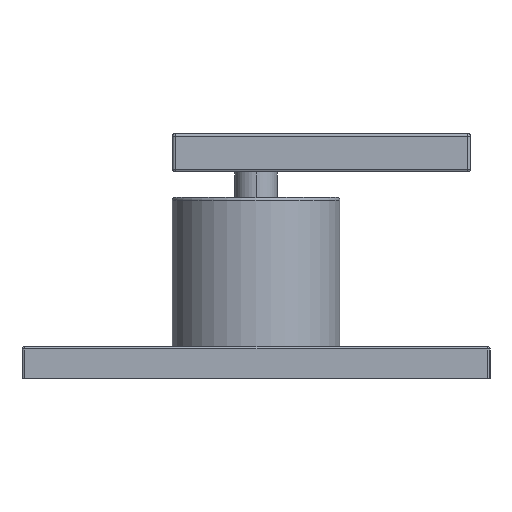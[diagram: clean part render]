
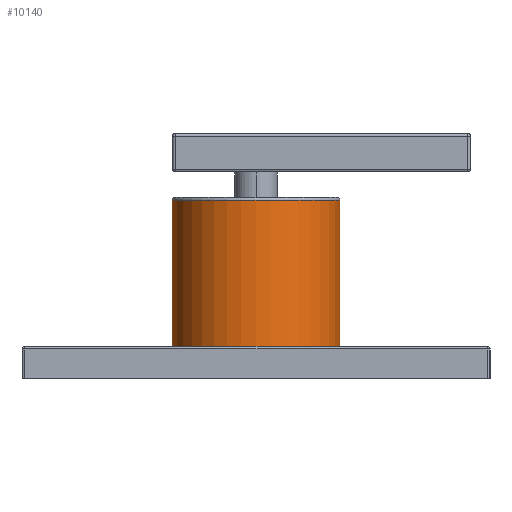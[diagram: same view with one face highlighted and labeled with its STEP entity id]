
A CAD part, left-side view. The second image highlights one B-rep face of the part: STEP entity #10140.
In plain terms, the highlighted cylindrical face has radius 25.019 mm (diameter 50.038 mm), a partial arc.
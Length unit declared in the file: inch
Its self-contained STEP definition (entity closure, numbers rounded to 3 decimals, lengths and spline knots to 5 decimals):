
#1017=CARTESIAN_POINT('',(0.,0.,0.375));
#1018=DIRECTION('',(0.,0.,1.));
#1019=DIRECTION('',(0.,1.,0.));
#1020=AXIS2_PLACEMENT_3D('',#1017,#1018,#1019);
#3632=DIRECTION('',(0.,0.,1.));
#3633=VECTOR('',#3632,1.72067);
#3634=CARTESIAN_POINT('',(0.,0.985,0.375));
#3635=LINE('',#3634,#3633);
#3636=DIRECTION('',(0.,0.,-1.));
#3637=VECTOR('',#3636,1.72067);
#3638=CARTESIAN_POINT('',(0.,-0.985,2.09567));
#3639=LINE('',#3638,#3637);
#3650=CARTESIAN_POINT('',(0.,0.,2.09567));
#3651=DIRECTION('',(0.,0.,1.));
#3652=DIRECTION('',(0.,1.,0.));
#3653=AXIS2_PLACEMENT_3D('',#3650,#3651,#3652);
#4638=CARTESIAN_POINT('',(0.,0.985,2.09567));
#4639=CARTESIAN_POINT('',(0.,-0.985,2.09567));
#4640=VERTEX_POINT('',#4638);
#4641=VERTEX_POINT('',#4639);
#4642=CARTESIAN_POINT('',(0.,0.985,0.375));
#4643=CARTESIAN_POINT('',(0.,-0.985,0.375));
#4644=VERTEX_POINT('',#4642);
#4645=VERTEX_POINT('',#4643);
#10126=CARTESIAN_POINT('',(0.,0.,0.34067));
#10127=DIRECTION('',(0.,0.,1.));
#10128=DIRECTION('',(0.,1.,0.));
#10129=AXIS2_PLACEMENT_3D('',#10126,#10127,#10128);
#10130=CYLINDRICAL_SURFACE('',#10129,0.985);
#10131=ORIENTED_EDGE('',*,*,#5181,.F.);
#10133=ORIENTED_EDGE('',*,*,#10132,.T.);
#10135=ORIENTED_EDGE('',*,*,#10134,.T.);
#10137=ORIENTED_EDGE('',*,*,#10136,.T.);
#10138=EDGE_LOOP('',(#10131,#10133,#10135,#10137));
#10139=FACE_OUTER_BOUND('',#10138,.F.);
#10140=ADVANCED_FACE('',(#10139),#10130,.T.);
#1021=CIRCLE('',#1020,0.985);
#3654=CIRCLE('',#3653,0.985);
#5181=EDGE_CURVE('',#4644,#4645,#1021,.T.);
#10132=EDGE_CURVE('',#4644,#4640,#3635,.T.);
#10134=EDGE_CURVE('',#4640,#4641,#3654,.T.);
#10136=EDGE_CURVE('',#4641,#4645,#3639,.T.);
